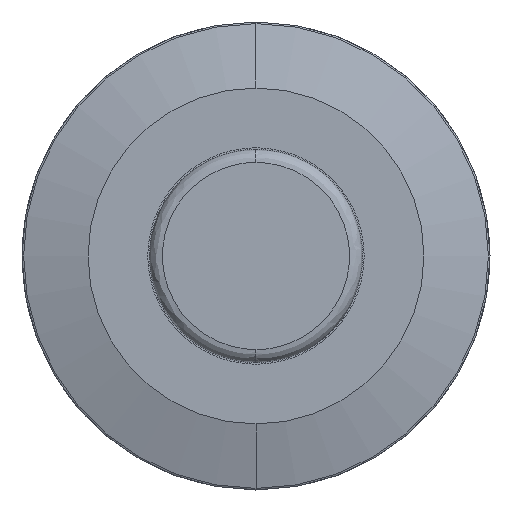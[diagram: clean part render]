
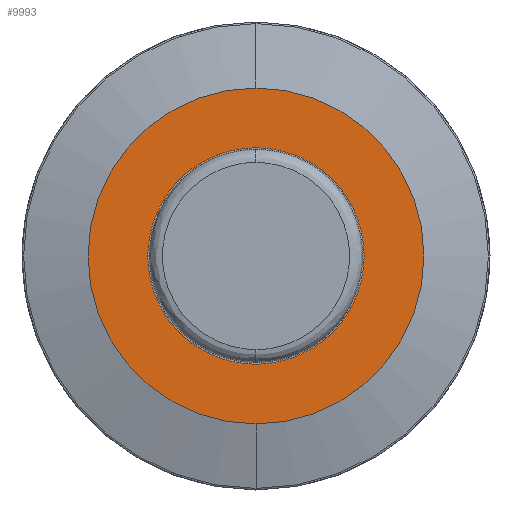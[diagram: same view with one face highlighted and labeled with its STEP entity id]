
A CAD part, left-side view. The second image highlights one B-rep face of the part: STEP entity #9993.
In plain terms, the highlighted planar face has unit normal (-1, 0, 0).
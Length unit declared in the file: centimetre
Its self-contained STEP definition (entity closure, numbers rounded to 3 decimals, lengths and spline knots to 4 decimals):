
#232 = EDGE_CURVE ( 'NONE', #9343, #9430, #11535, .T. ) ;
#241 = EDGE_CURVE ( 'NONE', #9512, #9429, #11523, .T. ) ;
#1344 = AXIS2_PLACEMENT_3D ( 'NONE', #5761, #5762, #5763 ) ;
#1354 = AXIS2_PLACEMENT_3D ( 'NONE', #5805, #5806, #5807 ) ;
#2018 = DIRECTION ( 'NONE',  ( 0., 0., -1. ) ) ;
#2021 = DIRECTION ( 'NONE',  ( -1., 0., 0. ) ) ;
#2022 = CARTESIAN_POINT ( 'NONE',  ( -0.508, 0., 0. ) ) ;
#2106 = CARTESIAN_POINT ( 'NONE',  ( -0.508, 0., 0. ) ) ;
#2107 = DIRECTION ( 'NONE',  ( -1., 0., 0. ) ) ;
#2108 = DIRECTION ( 'NONE',  ( 0., 0., 1. ) ) ;
#5761 = CARTESIAN_POINT ( 'NONE',  ( -0.508, 0., 0. ) ) ;
#5762 = DIRECTION ( 'NONE',  ( -1., 0., 0. ) ) ;
#5763 = DIRECTION ( 'NONE',  ( 0., 0., -1. ) ) ;
#5805 = CARTESIAN_POINT ( 'NONE',  ( -0.508, 0., 0. ) ) ;
#5806 = DIRECTION ( 'NONE',  ( -1., 0., 0. ) ) ;
#5807 = DIRECTION ( 'NONE',  ( 0., 0., 1. ) ) ;
#7633 = CIRCLE ( 'NONE', #1344, 1.9737 ) ;
#7762 = CIRCLE ( 'NONE', #1354, 0.9906 ) ;
#7943 = FACE_OUTER_BOUND ( 'NONE', #11863, .T. ) ;
#8142 = AXIS2_PLACEMENT_3D ( 'NONE', #2106, #2107, #2108 ) ;
#8149 = AXIS2_PLACEMENT_3D ( 'NONE', #2022, #2021, #2018 ) ;
#9343 = VERTEX_POINT ( 'NONE', #10563 ) ;
#9429 = VERTEX_POINT ( 'NONE', #10612 ) ;
#9430 = VERTEX_POINT ( 'NONE', #10613 ) ;
#9512 = VERTEX_POINT ( 'NONE', #10662 ) ;
#9993 = ADVANCED_FACE ( 'NONE', ( #14810, #7943 ), #14140, .F. ) ;
#10087 = EDGE_CURVE ( 'NONE', #9429, #9512, #7633, .T. ) ;
#10104 = EDGE_CURVE ( 'NONE', #9430, #9343, #7762, .T. ) ;
#10563 = CARTESIAN_POINT ( 'NONE',  ( -0.508, 0., 0.9906 ) ) ;
#10612 = CARTESIAN_POINT ( 'NONE',  ( -0.508, 0., 1.9737 ) ) ;
#10613 = CARTESIAN_POINT ( 'NONE',  ( -0.508, 0., -0.9906 ) ) ;
#10662 = CARTESIAN_POINT ( 'NONE',  ( -0.508, 0., -1.9737 ) ) ;
#11087 = AXIS2_PLACEMENT_3D ( 'NONE', #14137, #14142, #14143 ) ;
#11523 = CIRCLE ( 'NONE', #8149, 1.9737 ) ;
#11535 = CIRCLE ( 'NONE', #8142, 0.9906 ) ;
#11863 = EDGE_LOOP ( 'NONE', ( #11998, #11997 ) ) ;
#11959 = EDGE_LOOP ( 'NONE', ( #12000, #11999 ) ) ;
#11997 = ORIENTED_EDGE ( 'NONE', *, *, #10087, .T. ) ;
#11998 = ORIENTED_EDGE ( 'NONE', *, *, #241, .T. ) ;
#11999 = ORIENTED_EDGE ( 'NONE', *, *, #10104, .F. ) ;
#12000 = ORIENTED_EDGE ( 'NONE', *, *, #232, .F. ) ;
#14137 = CARTESIAN_POINT ( 'NONE',  ( -0.508, 0., 0. ) ) ;
#14140 = PLANE ( 'NONE',  #11087 ) ;
#14142 = DIRECTION ( 'NONE',  ( 1., 0., 0. ) ) ;
#14143 = DIRECTION ( 'NONE',  ( 0., 0., -1. ) ) ;
#14810 = FACE_BOUND ( 'NONE', #11959, .T. ) ;
